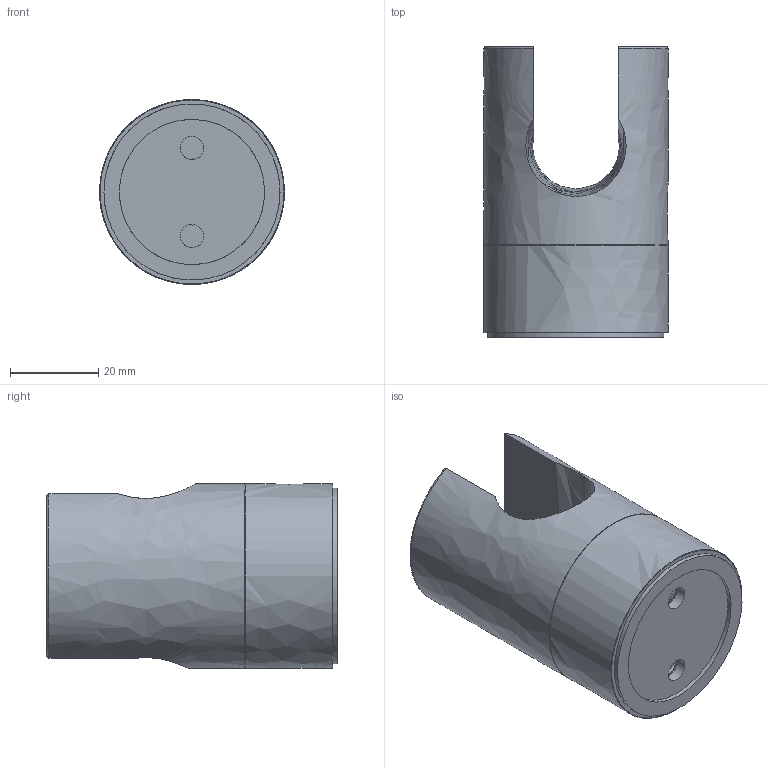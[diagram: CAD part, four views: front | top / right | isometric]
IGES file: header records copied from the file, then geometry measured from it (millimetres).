
Global section: file name: V167; native system: Autodesk Inventor 2018; preprocessor: unknown; author: aprice; date: 20180108.074452; units: millimetre
Bounding box: 42 x 66 x 42 mm (x, y, z)
Volume: 60019.2 mm3; surface area: 20980.6 mm2
Topology: 4 solids, 4 shells, 51 faces, 132 edges, 94 vertices
Faces by surface type: bspline 51
